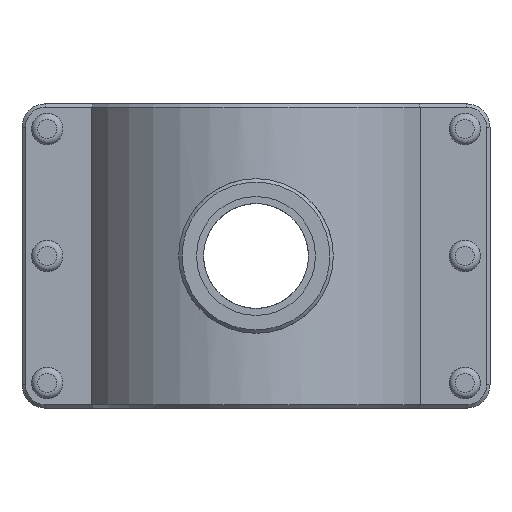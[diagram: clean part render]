
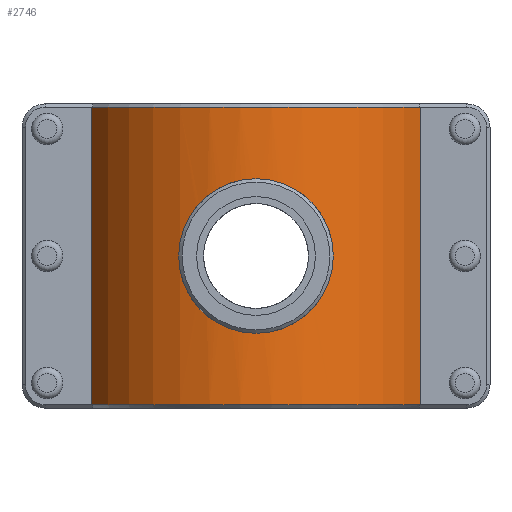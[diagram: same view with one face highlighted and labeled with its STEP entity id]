
A CAD part, front view. The second image highlights one B-rep face of the part: STEP entity #2746.
In plain terms, the highlighted cylindrical face has radius 88 mm (diameter 176 mm), a partial arc.
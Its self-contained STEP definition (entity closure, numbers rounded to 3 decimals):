
#203=LINE('',#4734,#427);
#204=LINE('',#4736,#428);
#427=VECTOR('',#3647,141.8);
#428=VECTOR('',#3650,141.8);
#686=CIRCLE('',#2983,88.);
#687=CIRCLE('',#2986,88.);
#767=FACE_BOUND('',#1149,.T.);
#927=FACE_OUTER_BOUND('',#1148,.T.);
#1148=EDGE_LOOP('',(#2298,#2299,#2300,#2301));
#1149=EDGE_LOOP('',(#2302));
#1244=B_SPLINE_CURVE_WITH_KNOTS('',3,(#3961,#3962,#3963,#3964,#3965,#3966,
#3967,#3968,#3969,#3970,#3971,#3972,#3973,#3974,#3975,#3976,#3977,#3978,
#3979,#3980,#3981,#3982,#3983,#3984,#3985,#3986,#3987,#3988,#3989,#3990,
#3991,#3992,#3993,#3994,#3995,#3996,#3997,#3998,#3999,#4000,#4001,#4002,
#4003,#4004,#4005,#4006,#4007,#4008,#4009,#4010,#4011,#4012,#4013,#4014,
#4015,#4016,#4017,#4018,#4019,#4020,#4021,#4022,#4023,#4024,#4025,#4026),
 .UNSPECIFIED.,.T.,.F.,(4,2,2,2,2,2,2,2,2,2,2,2,2,2,2,2,2,2,2,2,2,2,2,2,
2,2,2,2,2,2,2,2,4),(0.,0.474,0.947,1.421,
1.895,2.369,2.842,3.316,3.789,
4.263,4.737,5.21,5.684,6.158,
6.631,7.105,7.579,8.053,8.526,
9.,9.474,9.948,10.421,10.895,
11.368,11.842,12.316,12.789,13.263,
13.737,14.21,14.684,15.158),
 .UNSPECIFIED.);
#1260=VERTEX_POINT('',#3960);
#1427=VERTEX_POINT('',#4674);
#1428=VERTEX_POINT('',#4679);
#1429=VERTEX_POINT('',#4686);
#1431=VERTEX_POINT('',#4695);
#1508=EDGE_CURVE('',#1260,#1260,#1244,.T.);
#1736=EDGE_CURVE('',#1427,#1428,#686,.T.);
#1742=EDGE_CURVE('',#1431,#1429,#687,.T.);
#1759=EDGE_CURVE('',#1427,#1429,#203,.T.);
#1760=EDGE_CURVE('',#1428,#1431,#204,.T.);
#2298=ORIENTED_EDGE('',*,*,#1736,.F.);
#2299=ORIENTED_EDGE('',*,*,#1759,.T.);
#2300=ORIENTED_EDGE('',*,*,#1742,.F.);
#2301=ORIENTED_EDGE('',*,*,#1760,.F.);
#2302=ORIENTED_EDGE('',*,*,#1508,.T.);
#2609=CYLINDRICAL_SURFACE('',#3001,88.);
#2746=ADVANCED_FACE('',(#927,#767),#2609,.T.);
#2983=AXIS2_PLACEMENT_3D('',#4680,#3597,#3598);
#2986=AXIS2_PLACEMENT_3D('',#4700,#3605,#3606);
#3001=AXIS2_PLACEMENT_3D('',#4735,#3648,#3649);
#3597=DIRECTION('center_axis',(0.,0.,-1.));
#3598=DIRECTION('ref_axis',(1.,0.,0.));
#3605=DIRECTION('center_axis',(0.,0.,1.));
#3606=DIRECTION('ref_axis',(1.,0.,0.));
#3647=DIRECTION('',(0.,0.,1.));
#3648=DIRECTION('center_axis',(0.,0.,1.));
#3649=DIRECTION('ref_axis',(1.,0.,0.));
#3650=DIRECTION('',(0.,0.,1.));
#3960=CARTESIAN_POINT('',(-25.,-84.374,0.));
#3961=CARTESIAN_POINT('Ctrl Pts',(-25.,-84.374,0.));
#3962=CARTESIAN_POINT('Ctrl Pts',(-25.,-84.374,1.579));
#3963=CARTESIAN_POINT('Ctrl Pts',(-24.848,-84.42,3.209));
#3964=CARTESIAN_POINT('Ctrl Pts',(-24.211,-84.605,6.446));
#3965=CARTESIAN_POINT('Ctrl Pts',(-23.726,-84.744,8.053));
#3966=CARTESIAN_POINT('Ctrl Pts',(-22.448,-85.091,11.13));
#3967=CARTESIAN_POINT('Ctrl Pts',(-21.653,-85.3,12.602));
#3968=CARTESIAN_POINT('Ctrl Pts',(-19.821,-85.744,15.324));
#3969=CARTESIAN_POINT('Ctrl Pts',(-18.783,-85.98,16.573));
#3970=CARTESIAN_POINT('Ctrl Pts',(-16.573,-86.433,18.782));
#3971=CARTESIAN_POINT('Ctrl Pts',(-15.324,-86.666,19.821));
#3972=CARTESIAN_POINT('Ctrl Pts',(-12.603,-87.104,21.653));
#3973=CARTESIAN_POINT('Ctrl Pts',(-11.13,-87.307,22.448));
#3974=CARTESIAN_POINT('Ctrl Pts',(-8.052,-87.644,23.726));
#3975=CARTESIAN_POINT('Ctrl Pts',(-6.446,-87.779,24.211));
#3976=CARTESIAN_POINT('Ctrl Pts',(-3.209,-87.956,24.848));
#3977=CARTESIAN_POINT('Ctrl Pts',(-1.579,-88.,25.));
#3978=CARTESIAN_POINT('Ctrl Pts',(1.579,-88.,25.));
#3979=CARTESIAN_POINT('Ctrl Pts',(3.209,-87.956,24.848));
#3980=CARTESIAN_POINT('Ctrl Pts',(6.446,-87.779,24.211));
#3981=CARTESIAN_POINT('Ctrl Pts',(8.052,-87.644,23.726));
#3982=CARTESIAN_POINT('Ctrl Pts',(11.13,-87.307,22.448));
#3983=CARTESIAN_POINT('Ctrl Pts',(12.603,-87.104,21.653));
#3984=CARTESIAN_POINT('Ctrl Pts',(15.324,-86.666,19.821));
#3985=CARTESIAN_POINT('Ctrl Pts',(16.573,-86.433,18.782));
#3986=CARTESIAN_POINT('Ctrl Pts',(18.783,-85.98,16.573));
#3987=CARTESIAN_POINT('Ctrl Pts',(19.821,-85.744,15.324));
#3988=CARTESIAN_POINT('Ctrl Pts',(21.653,-85.3,12.602));
#3989=CARTESIAN_POINT('Ctrl Pts',(22.448,-85.091,11.13));
#3990=CARTESIAN_POINT('Ctrl Pts',(23.726,-84.744,8.053));
#3991=CARTESIAN_POINT('Ctrl Pts',(24.211,-84.605,6.446));
#3992=CARTESIAN_POINT('Ctrl Pts',(24.848,-84.42,3.209));
#3993=CARTESIAN_POINT('Ctrl Pts',(25.,-84.374,1.579));
#3994=CARTESIAN_POINT('Ctrl Pts',(25.,-84.374,-1.579));
#3995=CARTESIAN_POINT('Ctrl Pts',(24.848,-84.42,-3.209));
#3996=CARTESIAN_POINT('Ctrl Pts',(24.211,-84.605,-6.446));
#3997=CARTESIAN_POINT('Ctrl Pts',(23.726,-84.744,-8.053));
#3998=CARTESIAN_POINT('Ctrl Pts',(22.448,-85.091,-11.13));
#3999=CARTESIAN_POINT('Ctrl Pts',(21.653,-85.3,-12.602));
#4000=CARTESIAN_POINT('Ctrl Pts',(19.821,-85.744,-15.324));
#4001=CARTESIAN_POINT('Ctrl Pts',(18.783,-85.98,-16.573));
#4002=CARTESIAN_POINT('Ctrl Pts',(16.573,-86.433,-18.782));
#4003=CARTESIAN_POINT('Ctrl Pts',(15.324,-86.666,-19.821));
#4004=CARTESIAN_POINT('Ctrl Pts',(12.603,-87.104,-21.653));
#4005=CARTESIAN_POINT('Ctrl Pts',(11.13,-87.307,-22.448));
#4006=CARTESIAN_POINT('Ctrl Pts',(8.052,-87.644,-23.726));
#4007=CARTESIAN_POINT('Ctrl Pts',(6.446,-87.779,-24.211));
#4008=CARTESIAN_POINT('Ctrl Pts',(3.209,-87.956,-24.848));
#4009=CARTESIAN_POINT('Ctrl Pts',(1.579,-88.,-25.));
#4010=CARTESIAN_POINT('Ctrl Pts',(-1.579,-88.,-25.));
#4011=CARTESIAN_POINT('Ctrl Pts',(-3.209,-87.956,-24.848));
#4012=CARTESIAN_POINT('Ctrl Pts',(-6.446,-87.779,-24.211));
#4013=CARTESIAN_POINT('Ctrl Pts',(-8.052,-87.644,-23.726));
#4014=CARTESIAN_POINT('Ctrl Pts',(-11.13,-87.307,-22.448));
#4015=CARTESIAN_POINT('Ctrl Pts',(-12.603,-87.104,-21.653));
#4016=CARTESIAN_POINT('Ctrl Pts',(-15.324,-86.666,-19.821));
#4017=CARTESIAN_POINT('Ctrl Pts',(-16.573,-86.433,-18.782));
#4018=CARTESIAN_POINT('Ctrl Pts',(-18.783,-85.98,-16.573));
#4019=CARTESIAN_POINT('Ctrl Pts',(-19.821,-85.744,-15.324));
#4020=CARTESIAN_POINT('Ctrl Pts',(-21.653,-85.3,-12.602));
#4021=CARTESIAN_POINT('Ctrl Pts',(-22.448,-85.091,-11.13));
#4022=CARTESIAN_POINT('Ctrl Pts',(-23.726,-84.744,-8.053));
#4023=CARTESIAN_POINT('Ctrl Pts',(-24.211,-84.605,-6.446));
#4024=CARTESIAN_POINT('Ctrl Pts',(-24.848,-84.42,-3.209));
#4025=CARTESIAN_POINT('Ctrl Pts',(-25.,-84.374,-1.579));
#4026=CARTESIAN_POINT('Ctrl Pts',(-25.,-84.374,0.));
#4674=CARTESIAN_POINT('',(78.384,-40.,-70.9));
#4679=CARTESIAN_POINT('',(-78.384,-40.,-70.9));
#4680=CARTESIAN_POINT('Origin',(0.,0.,-70.9));
#4686=CARTESIAN_POINT('',(78.384,-40.,70.9));
#4695=CARTESIAN_POINT('',(-78.384,-40.,70.9));
#4700=CARTESIAN_POINT('Origin',(0.,0.,70.9));
#4734=CARTESIAN_POINT('',(78.384,-40.,0.));
#4735=CARTESIAN_POINT('Origin',(0.,0.,0.));
#4736=CARTESIAN_POINT('',(-78.384,-40.,0.));
